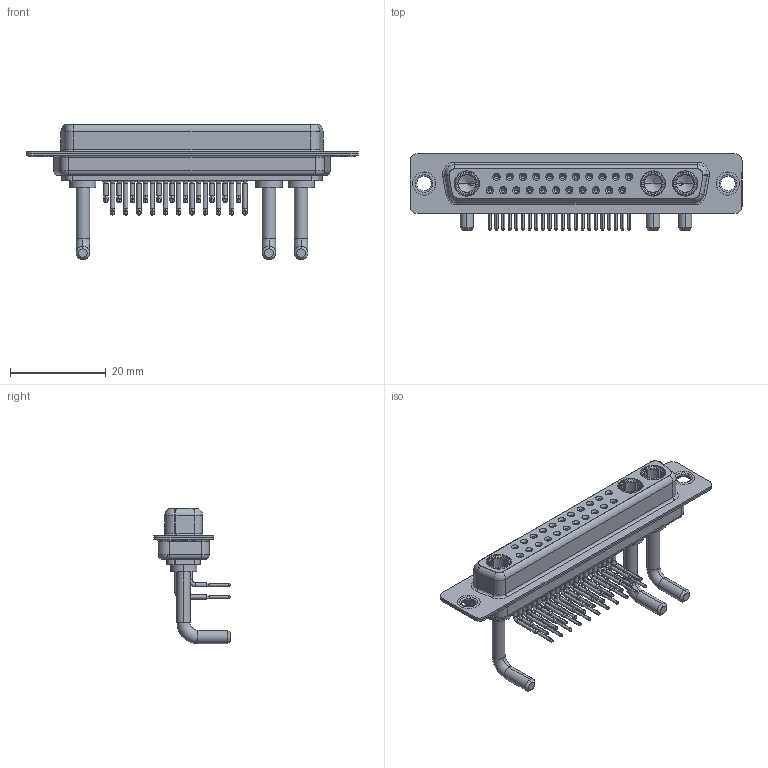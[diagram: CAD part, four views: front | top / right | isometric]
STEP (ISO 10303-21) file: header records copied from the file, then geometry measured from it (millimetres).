
FILE_DESCRIPTION (( 'STEP AP203' ), '1' );
FILE_NAME ('630-25W3650-2T1.STEP', '2022-06-07T09:42:06', ( '' ), ( '' ), 'SwSTEP 2.0', 'SolidWorks 2020', '' );
FILE_SCHEMA (( 'CONFIG_CONTROL_DESIGN' ));
Length unit declared in the file: millimetre
Products named in the file (8): 630Combo Contact Row 2; Power Socket_Ext 20A RA; 630Combo Housing_25W3; 630Combo Contact Row 1; 630Combo Shell Rear_37 Contacts; 630Combo Thru Hole Rivet; 630-25W3650-2T1; 630Combo Shell Front_37 Contacts
Assembly tree (30 placements, depth 2):
  630-25W3650-2T1
    630Combo Housing_25W3
    630Combo Shell Front_37 Contacts
    630Combo Shell Rear_37 Contacts
    630Combo Thru Hole Rivet  x2
    Power Socket_Ext 20A RA  x3
    630Combo Contact Row 1  x11
    630Combo Contact Row 2  x11
Bounding box: 69.4 x 16 x 28.33 mm (x, y, z)
Volume: 5730.2 mm3; surface area: 12758.2 mm2
Topology: 33 solids, 33 shells, 1653 faces, 4191 edges, 2640 vertices
Faces by surface type: cylinder 702, plane 484, cone 293, bspline 91, torus 83
Entity records: 21984 total; most frequent: CARTESIAN_POINT 3936, DIRECTION 3826, ORIENTED_EDGE 3222, EDGE_CURVE 1611, AXIS2_PLACEMENT_3D 1601, VERTEX_POINT 1026, CIRCLE 890, EDGE_LOOP 837
